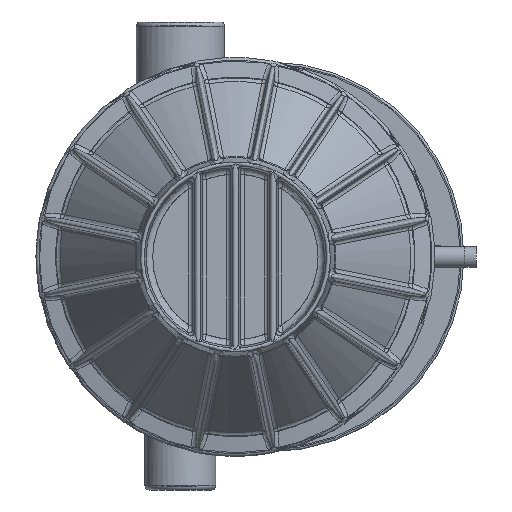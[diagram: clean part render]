
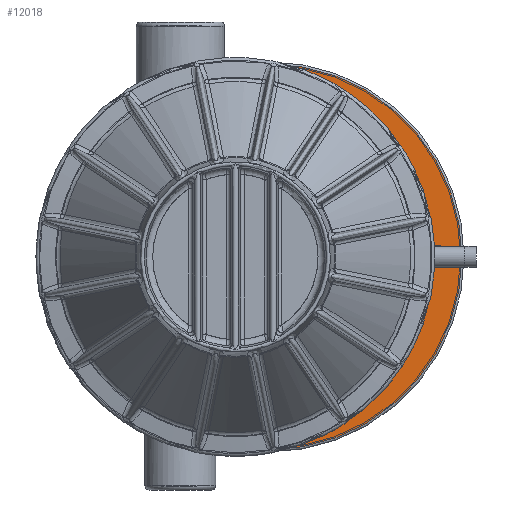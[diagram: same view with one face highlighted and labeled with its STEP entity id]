
A CAD part, front view. The second image highlights one B-rep face of the part: STEP entity #12018.
In plain terms, the highlighted planar face has unit normal (0, -1, 0).
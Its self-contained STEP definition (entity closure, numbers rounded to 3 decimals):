
#2747=PLANE('',#52405);
#10265=FACE_BOUND('',#18272,.T.);
#10266=FACE_BOUND('',#18273,.T.);
#12018=ADVANCED_FACE('',(#10265,#10266),#2747,.F.);
#18272=EDGE_LOOP('',(#24773));
#18273=EDGE_LOOP('',(#24774));
#22025=CIRCLE('',#52403,435.);
#22026=CIRCLE('',#52404,320.);
#24773=ORIENTED_EDGE('',*,*,#43849,.T.);
#24774=ORIENTED_EDGE('',*,*,#43850,.T.);
#39294=VERTEX_POINT('',#73672);
#39295=VERTEX_POINT('',#73674);
#43849=EDGE_CURVE('',#39294,#39294,#22025,.T.);
#43850=EDGE_CURVE('',#39295,#39295,#22026,.T.);
#52403=AXIS2_PLACEMENT_3D('',#73671,#57979,#57980);
#52404=AXIS2_PLACEMENT_3D('',#73673,#57981,#57982);
#52405=AXIS2_PLACEMENT_3D('',#73675,#57983,#57984);
#57979=DIRECTION('',(0.,-1.,0.));
#57980=DIRECTION('',(0.,0.,1.));
#57981=DIRECTION('',(0.,1.,0.));
#57982=DIRECTION('',(0.,0.,1.));
#57983=DIRECTION('',(0.,1.,0.));
#57984=DIRECTION('',(0.,0.,1.));
#73671=CARTESIAN_POINT('',(0.,429.943,0.035));
#73672=CARTESIAN_POINT('',(0.,429.943,435.035));
#73673=CARTESIAN_POINT('',(0.,429.943,0.035));
#73674=CARTESIAN_POINT('',(0.,429.943,320.035));
#73675=CARTESIAN_POINT('',(-430.,429.943,0.035));
